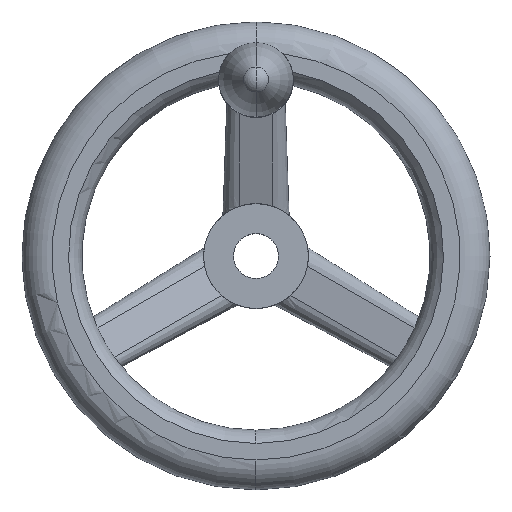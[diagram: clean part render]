
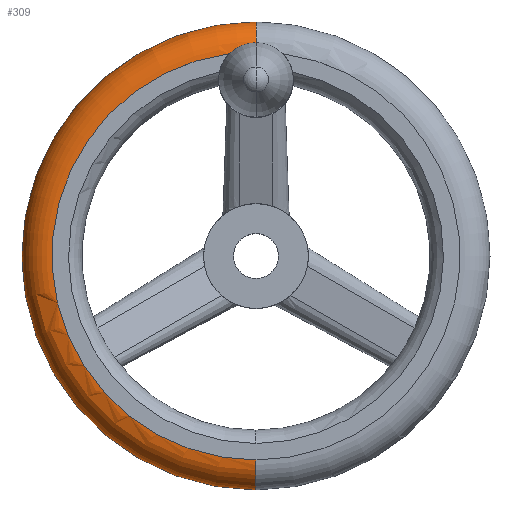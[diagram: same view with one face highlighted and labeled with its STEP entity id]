
A CAD part, top view. The second image highlights one B-rep face of the part: STEP entity #309.
In plain terms, the highlighted toroidal (fillet/blend) face has major radius 54.5 mm and minor radius 8 mm.
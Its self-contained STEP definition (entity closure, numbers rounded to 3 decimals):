
#309=ADVANCED_FACE('',(#812),#813,.T.);
#347=EDGE_CURVE('',#435,#705,#859,.T.);
#421=EDGE_CURVE('',#495,#705,#942,.T.);
#435=VERTEX_POINT('',#957);
#495=VERTEX_POINT('',#1026);
#527=VERTEX_POINT('',#1060);
#609=EDGE_CURVE('',#435,#527,#1150,.T.);
#631=EDGE_CURVE('',#495,#721,#1175,.T.);
#705=VERTEX_POINT('',#1254);
#721=VERTEX_POINT('',#1270);
#729=EDGE_CURVE('',#527,#721,#1278,.T.);
#812=FACE_OUTER_BOUND('',#1391,.T.);
#813=TOROIDAL_SURFACE('',#1392,54.5,8.0);
#859=CIRCLE('',#1505,8.0);
#942=CIRCLE('',#1657,62.5);
#957=CARTESIAN_POINT('',(0.,-54.5,36.0));
#1026=CARTESIAN_POINT('',(0.,62.5,28.0));
#1060=CARTESIAN_POINT('',(-7.107,54.035,36.));
#1150=CIRCLE('',#2154,54.5);
#1175=CIRCLE('',#2208,8.0);
#1254=CARTESIAN_POINT('',(0.,-62.5,28.0));
#1270=CARTESIAN_POINT('',(0.,54.5,36.0));
#1278=CIRCLE('',#2497,54.5);
#1391=EDGE_LOOP('',(#2624,#2625,#2626,#2627,#2628));
#1392=AXIS2_PLACEMENT_3D('',#2629,#2630,#2631);
#1505=AXIS2_PLACEMENT_3D('',#2706,#2707,#2708);
#1657=AXIS2_PLACEMENT_3D('',#2815,#2816,#2817);
#2154=AXIS2_PLACEMENT_3D('',#3053,#3054,#3055);
#2208=AXIS2_PLACEMENT_3D('',#3090,#3091,#3092);
#2497=AXIS2_PLACEMENT_3D('',#3190,#3191,#3192);
#2624=ORIENTED_EDGE('',*,*,#421,.T.);
#2625=ORIENTED_EDGE('',*,*,#347,.F.);
#2626=ORIENTED_EDGE('',*,*,#609,.T.);
#2627=ORIENTED_EDGE('',*,*,#729,.T.);
#2628=ORIENTED_EDGE('',*,*,#631,.F.);
#2629=CARTESIAN_POINT('',(0.,0.,28.0));
#2630=DIRECTION('',(0.,0.,1.0));
#2631=DIRECTION('',(0.,1.0,0.0));
#2706=CARTESIAN_POINT('',(0.,-54.5,28.0));
#2707=DIRECTION('',(1.0,0.,0.));
#2708=DIRECTION('',(0.,-1.0,0.));
#2815=CARTESIAN_POINT('',(0.,0.,28.0));
#2816=DIRECTION('',(0.,0.,1.0));
#2817=DIRECTION('',(1.0,0.0,0.));
#3053=CARTESIAN_POINT('',(0.,0.,36.0));
#3054=DIRECTION('',(0.,0.,-1.0));
#3055=DIRECTION('',(0.,1.0,0.));
#3090=CARTESIAN_POINT('',(0.,54.5,28.0));
#3091=DIRECTION('',(1.0,0.,0.));
#3092=DIRECTION('',(0.,1.0,0.));
#3190=CARTESIAN_POINT('',(0.,0.,36.0));
#3191=DIRECTION('',(0.,0.,-1.0));
#3192=DIRECTION('',(0.,1.0,0.));
